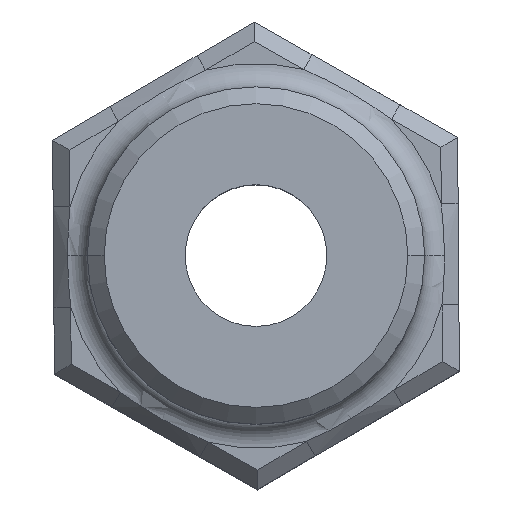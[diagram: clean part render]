
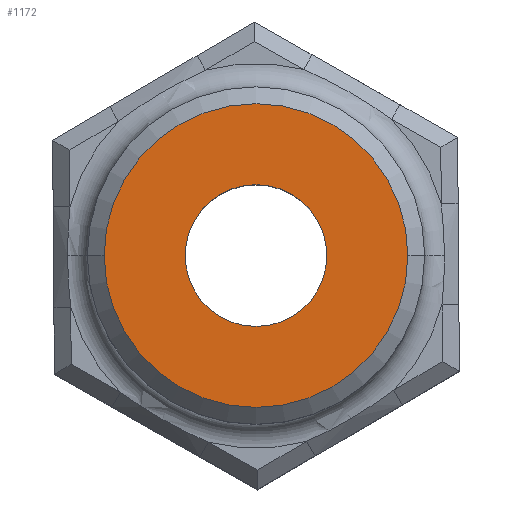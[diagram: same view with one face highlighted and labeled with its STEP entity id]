
A CAD part, top view. The second image highlights one B-rep face of the part: STEP entity #1172.
In plain terms, the highlighted planar face has unit normal (0, 0, 1).
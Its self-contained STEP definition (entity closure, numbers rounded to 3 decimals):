
#35 = AXIS2_PLACEMENT_3D ( 'NONE', #1634, #1285, #1490 ) ;
#67 = AXIS2_PLACEMENT_3D ( 'NONE', #1818, #945, #2169 ) ;
#89 = CIRCLE ( 'NONE', #806, 2.1 ) ;
#107 = CARTESIAN_POINT ( 'NONE',  ( 2.1, 0., 11. ) ) ;
#181 = PLANE ( 'NONE',  #1026 ) ;
#191 = DIRECTION ( 'NONE',  ( 0., 0., 1. ) ) ;
#342 = EDGE_CURVE ( 'NONE', #2063, #1021, #1429, .T. ) ;
#353 = CARTESIAN_POINT ( 'NONE',  ( 0., 0., 11. ) ) ;
#461 = VERTEX_POINT ( 'NONE', #107 ) ;
#544 = DIRECTION ( 'NONE',  ( 1., 0., 0. ) ) ;
#630 = CIRCLE ( 'NONE', #888, 2.1 ) ;
#783 = CARTESIAN_POINT ( 'NONE',  ( 0., 0., 11. ) ) ;
#806 = AXIS2_PLACEMENT_3D ( 'NONE', #783, #2163, #1971 ) ;
#848 = EDGE_CURVE ( 'NONE', #461, #1198, #630, .T. ) ;
#850 = EDGE_LOOP ( 'NONE', ( #1349, #1294 ) ) ;
#888 = AXIS2_PLACEMENT_3D ( 'NONE', #1246, #191, #544 ) ;
#923 = CARTESIAN_POINT ( 'NONE',  ( -2.1, 0., 11. ) ) ;
#945 = DIRECTION ( 'NONE',  ( 0., 0., 1. ) ) ;
#1021 = VERTEX_POINT ( 'NONE', #1963 ) ;
#1023 = EDGE_CURVE ( 'NONE', #1198, #461, #89, .T. ) ;
#1026 = AXIS2_PLACEMENT_3D ( 'NONE', #353, #1575, #1787 ) ;
#1172 = ADVANCED_FACE ( 'NONE', ( #1289, #1905 ), #181, .T. ) ;
#1198 = VERTEX_POINT ( 'NONE', #923 ) ;
#1246 = CARTESIAN_POINT ( 'NONE',  ( 0., 0., 11. ) ) ;
#1285 = DIRECTION ( 'NONE',  ( 0., 0., 1. ) ) ;
#1289 = FACE_OUTER_BOUND ( 'NONE', #850, .T. ) ;
#1294 = ORIENTED_EDGE ( 'NONE', *, *, #342, .T. ) ;
#1349 = ORIENTED_EDGE ( 'NONE', *, *, #1569, .T. ) ;
#1391 = CARTESIAN_POINT ( 'NONE',  ( 4.5, 0., 11. ) ) ;
#1429 = CIRCLE ( 'NONE', #35, 4.5 ) ;
#1490 = DIRECTION ( 'NONE',  ( 1., 0., 0. ) ) ;
#1569 = EDGE_CURVE ( 'NONE', #1021, #2063, #2100, .T. ) ;
#1575 = DIRECTION ( 'NONE',  ( 0., 0., 1. ) ) ;
#1634 = CARTESIAN_POINT ( 'NONE',  ( 0., 0., 11. ) ) ;
#1681 = EDGE_LOOP ( 'NONE', ( #1970, #2155 ) ) ;
#1787 = DIRECTION ( 'NONE',  ( 1., 0., 0. ) ) ;
#1818 = CARTESIAN_POINT ( 'NONE',  ( 0., 0., 11. ) ) ;
#1905 = FACE_BOUND ( 'NONE', #1681, .T. ) ;
#1963 = CARTESIAN_POINT ( 'NONE',  ( -4.5, 0., 11. ) ) ;
#1970 = ORIENTED_EDGE ( 'NONE', *, *, #848, .F. ) ;
#1971 = DIRECTION ( 'NONE',  ( 1., 0., 0. ) ) ;
#2063 = VERTEX_POINT ( 'NONE', #1391 ) ;
#2100 = CIRCLE ( 'NONE', #67, 4.5 ) ;
#2155 = ORIENTED_EDGE ( 'NONE', *, *, #1023, .F. ) ;
#2163 = DIRECTION ( 'NONE',  ( 0., 0., 1. ) ) ;
#2169 = DIRECTION ( 'NONE',  ( 1., 0., 0. ) ) ;
